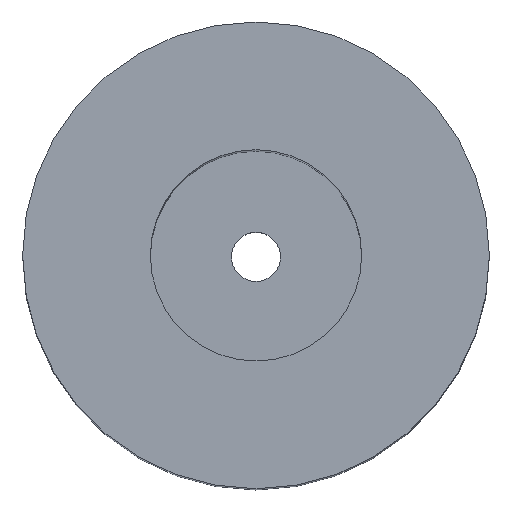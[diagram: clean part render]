
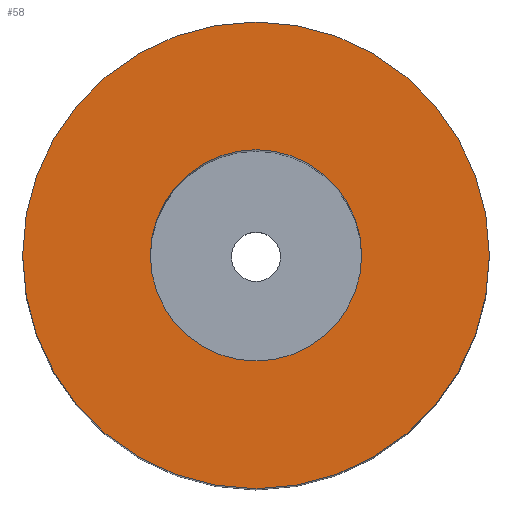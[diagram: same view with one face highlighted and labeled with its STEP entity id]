
A CAD part, top view. The second image highlights one B-rep face of the part: STEP entity #58.
In plain terms, the highlighted planar face has unit normal (0, 0, 1).
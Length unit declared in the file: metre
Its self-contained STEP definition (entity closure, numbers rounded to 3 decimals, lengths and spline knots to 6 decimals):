
#58 = ADVANCED_FACE( '', ( #121, #122 ), #123, .T. );
#121 = FACE_BOUND( '', #184, .T. );
#122 = FACE_OUTER_BOUND( '', #185, .T. );
#123 = PLANE( '', #186 );
#184 = EDGE_LOOP( '', ( #261 ) );
#185 = EDGE_LOOP( '', ( #262 ) );
#186 = AXIS2_PLACEMENT_3D( '', #263, #264, #265 );
#261 = ORIENTED_EDGE( '', *, *, #306, .F. );
#262 = ORIENTED_EDGE( '', *, *, #288, .T. );
#263 = CARTESIAN_POINT( '', ( 0., 0., 0.045 ) );
#264 = DIRECTION( '', ( 0., 0., 1. ) );
#265 = DIRECTION( '', ( 1., 0., 0. ) );
#288 = EDGE_CURVE( '', #317, #317, #318, .T. );
#306 = EDGE_CURVE( '', #345, #345, #346, .T. );
#317 = VERTEX_POINT( '', #359 );
#318 = CIRCLE( '', #360, 0.0095 );
#345 = VERTEX_POINT( '', #465 );
#346 = CIRCLE( '', #466, 0.0043 );
#359 = CARTESIAN_POINT( '', ( 0.0095, 0., 0.045 ) );
#360 = AXIS2_PLACEMENT_3D( '', #479, #480, #481 );
#465 = CARTESIAN_POINT( '', ( 0.0043, 0., 0.045 ) );
#466 = AXIS2_PLACEMENT_3D( '', #503, #504, #505 );
#479 = CARTESIAN_POINT( '', ( 0., 0., 0.045 ) );
#480 = DIRECTION( '', ( 0., 0., 1. ) );
#481 = DIRECTION( '', ( 1., 0., 0. ) );
#503 = CARTESIAN_POINT( '', ( 0., 0., 0.045 ) );
#504 = DIRECTION( '', ( 0., 0., 1. ) );
#505 = DIRECTION( '', ( 1., 0., 0. ) );
